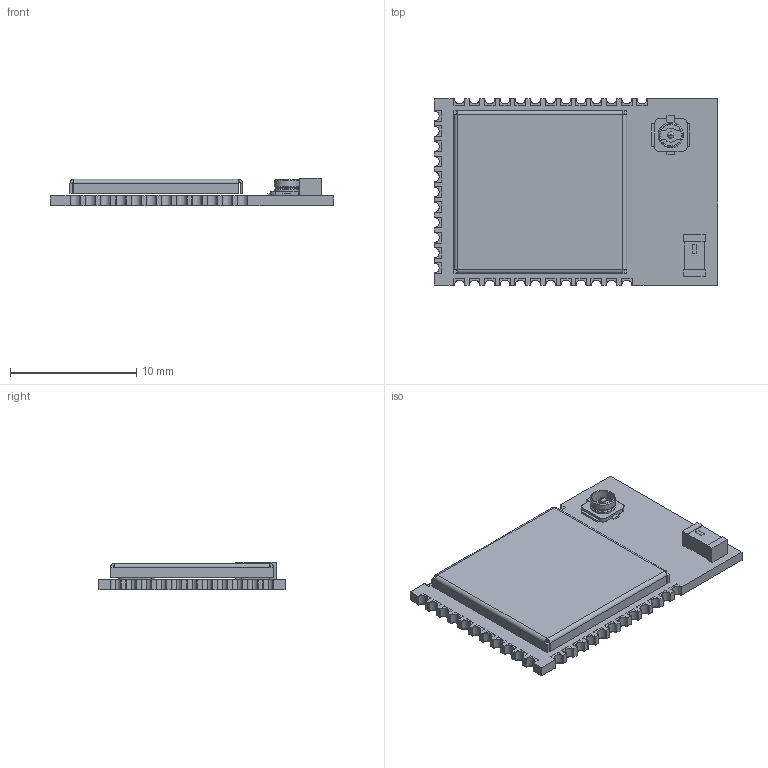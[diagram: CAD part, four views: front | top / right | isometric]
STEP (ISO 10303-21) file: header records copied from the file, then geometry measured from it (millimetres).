
FILE_DESCRIPTION (( 'STEP AP214' ), '1' );
FILE_NAME ('User Library-ATWINC3400-MR210CA122.STEP', '2020-11-22T15:57:25', ( '' ), ( '' ), 'SwSTEP 2.0', 'SolidWorks 2020', '' );
FILE_SCHEMA (( 'AUTOMOTIVE_DESIGN' ));
Length unit declared in the file: millimetre
Products named in the file (5): ATWINC3400-MR210CA122; User Library-ATWINC3400-MR210CA122; 2450AT18A100E; Shield; U_FL-R-SMT
Assembly tree (4 placements, depth 2):
  User Library-ATWINC3400-MR210CA122
    ATWINC3400-MR210CA122
    Shield
    U_FL-R-SMT
    2450AT18A100E
Bounding box: 22.43 x 14.73 x 2.2 mm (x, y, z)
Volume: 307.9 mm3; surface area: 1369.2 mm2
Topology: 42 solids, 42 shells, 751 faces, 1940 edges, 1280 vertices
Faces by surface type: plane 590, cylinder 153, cone 6, torus 2
Entity records: 31449 total; most frequent: CARTESIAN_POINT 3978, ORIENTED_EDGE 3880, DIRECTION 3770, EDGE_CURVE 1940, LINE 1626, VECTOR 1626, VERTEX_POINT 1280, AXIS2_PLACEMENT_3D 1072
